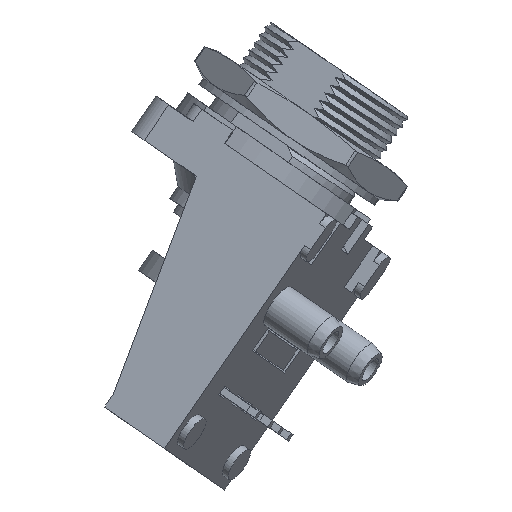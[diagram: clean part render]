
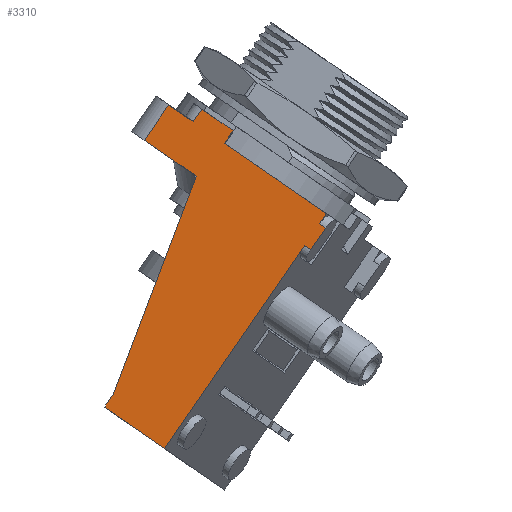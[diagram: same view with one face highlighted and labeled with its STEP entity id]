
A CAD part, left-side view. The second image highlights one B-rep face of the part: STEP entity #3310.
In plain terms, the highlighted face is planar.
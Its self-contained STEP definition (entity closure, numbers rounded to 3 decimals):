
#1392=CARTESIAN_POINT('',(17.322,-0.5,0.));
#1393=VERTEX_POINT('',#1392);
#1411=CARTESIAN_POINT('',(17.322,0.,0.));
#1412=VERTEX_POINT('',#1411);
#1420=CARTESIAN_POINT('',(17.322,0.,0.));
#1421=DIRECTION('',(0.0,-1.0,0.0));
#1422=VECTOR('',#1421,0.5);
#1423=LINE('',#1420,#1422);
#1424=EDGE_CURVE('',#1412,#1393,#1423,.T.);
#1434=CARTESIAN_POINT('',(15.622,-0.5,0.0));
#1435=VERTEX_POINT('',#1434);
#1443=CARTESIAN_POINT('',(15.622,0.,0.0));
#1444=VERTEX_POINT('',#1443);
#1445=CARTESIAN_POINT('',(15.622,0.,0.0));
#1446=DIRECTION('',(0.0,-1.0,0.0));
#1447=VECTOR('',#1446,0.5);
#1448=LINE('',#1445,#1447);
#1449=EDGE_CURVE('',#1444,#1435,#1448,.T.);
#1468=CARTESIAN_POINT('',(15.622,-0.5,0.0));
#1469=DIRECTION('',(1.0,0.0,0.0));
#1470=VECTOR('',#1469,1.7);
#1471=LINE('',#1468,#1470);
#1472=EDGE_CURVE('',#1435,#1393,#1471,.T.);
#1646=CARTESIAN_POINT('',(18.122,0.,0.0));
#1647=VERTEX_POINT('',#1646);
#1654=CARTESIAN_POINT('',(18.122,0.,0.0));
#1655=DIRECTION('',(-1.0,0.0,0.0));
#1656=VECTOR('',#1655,0.8);
#1657=LINE('',#1654,#1656);
#1658=EDGE_CURVE('',#1647,#1412,#1657,.T.);
#1685=CARTESIAN_POINT('',(-0.478,0.,0.0));
#1686=VERTEX_POINT('',#1685);
#1687=CARTESIAN_POINT('',(15.622,0.,0.0));
#1688=DIRECTION('',(-1.0,0.0,0.0));
#1689=VECTOR('',#1688,16.1);
#1690=LINE('',#1687,#1689);
#1691=EDGE_CURVE('',#1444,#1686,#1690,.T.);
#2306=CARTESIAN_POINT('',(19.122,11.11,0.));
#2307=VERTEX_POINT('',#2306);
#2325=CARTESIAN_POINT('',(18.122,11.11,0.));
#2326=VERTEX_POINT('',#2325);
#2334=CARTESIAN_POINT('',(18.122,11.11,0.));
#2335=DIRECTION('',(1.0,0.0,0.0));
#2336=VECTOR('',#2335,1.0);
#2337=LINE('',#2334,#2336);
#2338=EDGE_CURVE('',#2326,#2307,#2337,.T.);
#2379=CARTESIAN_POINT('',(19.122,8.5,0.));
#2380=VERTEX_POINT('',#2379);
#2387=CARTESIAN_POINT('',(18.122,8.5,0.));
#2388=VERTEX_POINT('',#2387);
#2389=CARTESIAN_POINT('',(18.122,8.5,0.));
#2390=DIRECTION('',(1.0,0.0,0.0));
#2391=VECTOR('',#2390,1.0);
#2392=LINE('',#2389,#2391);
#2393=EDGE_CURVE('',#2388,#2380,#2392,.T.);
#2410=CARTESIAN_POINT('',(19.122,8.5,0.));
#2411=DIRECTION('',(0.0,1.0,0.0));
#2412=VECTOR('',#2411,2.61);
#2413=LINE('',#2410,#2412);
#2414=EDGE_CURVE('',#2380,#2307,#2413,.T.);
#2551=CARTESIAN_POINT('',(18.122,8.5,0.));
#2552=DIRECTION('',(0.0,-1.0,0.0));
#2553=VECTOR('',#2552,8.5);
#2554=LINE('',#2551,#2553);
#2555=EDGE_CURVE('',#2388,#1647,#2554,.T.);
#2576=CARTESIAN_POINT('',(18.122,13.135,0.0));
#2577=VERTEX_POINT('',#2576);
#2585=CARTESIAN_POINT('',(18.122,13.135,0.0));
#2586=DIRECTION('',(0.0,-1.0,0.0));
#2587=VECTOR('',#2586,2.025);
#2588=LINE('',#2585,#2587);
#2589=EDGE_CURVE('',#2577,#2326,#2588,.T.);
#2666=CARTESIAN_POINT('',(15.322,13.135,0.0));
#2667=VERTEX_POINT('',#2666);
#2675=CARTESIAN_POINT('',(15.322,13.135,0.0));
#2676=DIRECTION('',(1.0,0.0,0.0));
#2677=VECTOR('',#2676,2.8);
#2678=LINE('',#2675,#2677);
#2679=EDGE_CURVE('',#2667,#2577,#2678,.T.);
#3161=CARTESIAN_POINT('',(-0.478,5.,0.0));
#3162=VERTEX_POINT('',#3161);
#3163=CARTESIAN_POINT('',(-0.478,0.,0.0));
#3164=DIRECTION('',(0.0,1.0,0.0));
#3165=VECTOR('',#3164,5.0);
#3166=LINE('',#3163,#3165);
#3167=EDGE_CURVE('',#1686,#3162,#3166,.T.);
#3230=CARTESIAN_POINT('',(15.322,8.81,0.0));
#3231=VERTEX_POINT('',#3230);
#3238=CARTESIAN_POINT('',(15.322,8.81,0.0));
#3239=DIRECTION('',(0.0,1.0,0.0));
#3240=VECTOR('',#3239,4.325);
#3241=LINE('',#3238,#3240);
#3242=EDGE_CURVE('',#3231,#2667,#3241,.T.);
#3253=CARTESIAN_POINT('',(0.522,5.,0.0));
#3254=VERTEX_POINT('',#3253);
#3261=CARTESIAN_POINT('',(0.522,5.,0.0));
#3262=DIRECTION('',(0.968,0.249,0.0));
#3263=VECTOR('',#3262,15.283);
#3264=LINE('',#3261,#3263);
#3265=EDGE_CURVE('',#3254,#3231,#3264,.T.);
#3278=CARTESIAN_POINT('',(-0.478,5.,0.0));
#3279=DIRECTION('',(1.0,0.0,0.0));
#3280=VECTOR('',#3279,1.0);
#3281=LINE('',#3278,#3280);
#3282=EDGE_CURVE('',#3162,#3254,#3281,.T.);
#3288=CARTESIAN_POINT('',(10.827,5.363,0.0));
#3289=DIRECTION('',(0.0,0.0,1.0));
#3290=DIRECTION('',(1.0,0.0,0.0));
#3291=AXIS2_PLACEMENT_3D('',#3288,#3289,#3290);
#3292=PLANE('',#3291);
#3293=ORIENTED_EDGE('',*,*,#2679,.F.);
#3294=ORIENTED_EDGE('',*,*,#3242,.F.);
#3295=ORIENTED_EDGE('',*,*,#3265,.F.);
#3296=ORIENTED_EDGE('',*,*,#3282,.F.);
#3297=ORIENTED_EDGE('',*,*,#3167,.F.);
#3298=ORIENTED_EDGE('',*,*,#1691,.F.);
#3299=ORIENTED_EDGE('',*,*,#1449,.T.);
#3300=ORIENTED_EDGE('',*,*,#1472,.T.);
#3301=ORIENTED_EDGE('',*,*,#1424,.F.);
#3302=ORIENTED_EDGE('',*,*,#1658,.F.);
#3303=ORIENTED_EDGE('',*,*,#2555,.F.);
#3304=ORIENTED_EDGE('',*,*,#2393,.T.);
#3305=ORIENTED_EDGE('',*,*,#2414,.T.);
#3306=ORIENTED_EDGE('',*,*,#2338,.F.);
#3307=ORIENTED_EDGE('',*,*,#2589,.F.);
#3308=EDGE_LOOP('',(#3293,#3294,#3295,#3296,#3297,#3298,#3299,#3300,#3301,#3302,#3303,#3304,#3305,#3306,#3307));
#3309=FACE_OUTER_BOUND('',#3308,.T.);
#3310=ADVANCED_FACE('',(#3309),#3292,.T.);
